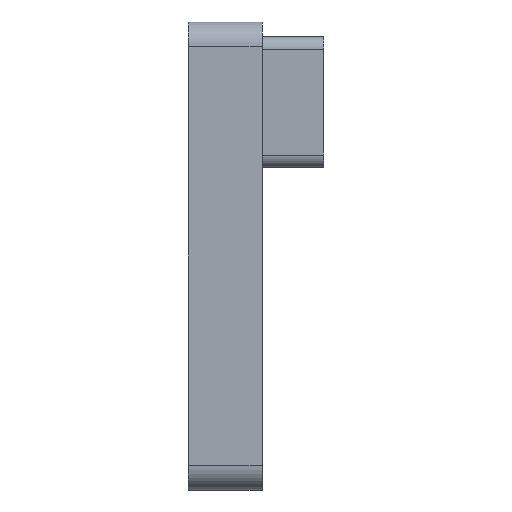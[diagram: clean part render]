
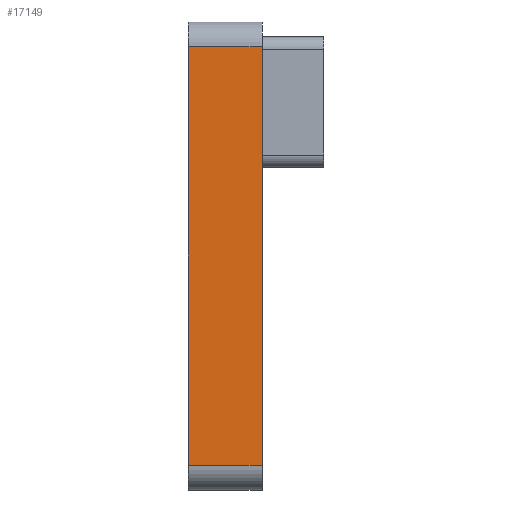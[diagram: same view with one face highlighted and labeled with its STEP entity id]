
A CAD part, front view. The second image highlights one B-rep face of the part: STEP entity #17149.
In plain terms, the highlighted planar face has unit normal (0, -1, 0).
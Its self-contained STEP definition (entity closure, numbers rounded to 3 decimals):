
#1142 = EDGE_CURVE ( 'NONE', #21790, #17640, #5173, .T. ) ;
#1281 = DIRECTION ( 'NONE',  ( -1., 0., 0. ) ) ;
#1788 = VERTEX_POINT ( 'NONE', #5567 ) ;
#1798 = CARTESIAN_POINT ( 'NONE',  ( 1.5, -15.5, 8.5 ) ) ;
#2255 = CARTESIAN_POINT ( 'NONE',  ( 1.5, -15.5, -8.5 ) ) ;
#3654 = DIRECTION ( 'NONE',  ( -1., 0., 0. ) ) ;
#3882 = CARTESIAN_POINT ( 'NONE',  ( -1.5, -15.5, 8.5 ) ) ;
#4203 = PLANE ( 'NONE',  #8188 ) ;
#4522 = FACE_OUTER_BOUND ( 'NONE', #20904, .T. ) ;
#4611 = EDGE_CURVE ( 'NONE', #1788, #13790, #12423, .T. ) ;
#5173 = LINE ( 'NONE', #2255, #6301 ) ;
#5567 = CARTESIAN_POINT ( 'NONE',  ( 1.5, -15.5, 8.5 ) ) ;
#5903 = DIRECTION ( 'NONE',  ( 0., 0., -1. ) ) ;
#6060 = CARTESIAN_POINT ( 'NONE',  ( -1.5, -15.5, -8.5 ) ) ;
#6301 = VECTOR ( 'NONE', #3654, 1000. ) ;
#6567 = VECTOR ( 'NONE', #5903, 1000. ) ;
#7691 = CARTESIAN_POINT ( 'NONE',  ( 1.5, -15.5, 8.5 ) ) ;
#8188 = AXIS2_PLACEMENT_3D ( 'NONE', #7691, #20302, #16721 ) ;
#8790 = LINE ( 'NONE', #3882, #23258 ) ;
#12423 = LINE ( 'NONE', #14257, #12729 ) ;
#12508 = ORIENTED_EDGE ( 'NONE', *, *, #1142, .F. ) ;
#12729 = VECTOR ( 'NONE', #1281, 1000. ) ;
#13790 = VERTEX_POINT ( 'NONE', #17552 ) ;
#14257 = CARTESIAN_POINT ( 'NONE',  ( 1.5, -15.5, 8.5 ) ) ;
#15463 = ORIENTED_EDGE ( 'NONE', *, *, #19658, .F. ) ;
#16721 = DIRECTION ( 'NONE',  ( 0., 0., 1. ) ) ;
#16816 = LINE ( 'NONE', #1798, #6567 ) ;
#17115 = ORIENTED_EDGE ( 'NONE', *, *, #4611, .T. ) ;
#17149 = ADVANCED_FACE ( 'NONE', ( #4522 ), #4203, .F. ) ;
#17545 = CARTESIAN_POINT ( 'NONE',  ( 1.5, -15.5, -8.5 ) ) ;
#17552 = CARTESIAN_POINT ( 'NONE',  ( -1.5, -15.5, 8.5 ) ) ;
#17640 = VERTEX_POINT ( 'NONE', #6060 ) ;
#17962 = ORIENTED_EDGE ( 'NONE', *, *, #21494, .T. ) ;
#19658 = EDGE_CURVE ( 'NONE', #1788, #21790, #16816, .T. ) ;
#20302 = DIRECTION ( 'NONE',  ( 0., 1., 0. ) ) ;
#20904 = EDGE_LOOP ( 'NONE', ( #17962, #12508, #15463, #17115 ) ) ;
#21494 = EDGE_CURVE ( 'NONE', #13790, #17640, #8790, .T. ) ;
#21790 = VERTEX_POINT ( 'NONE', #17545 ) ;
#22021 = DIRECTION ( 'NONE',  ( 0., 0., -1. ) ) ;
#23258 = VECTOR ( 'NONE', #22021, 1000. ) ;
